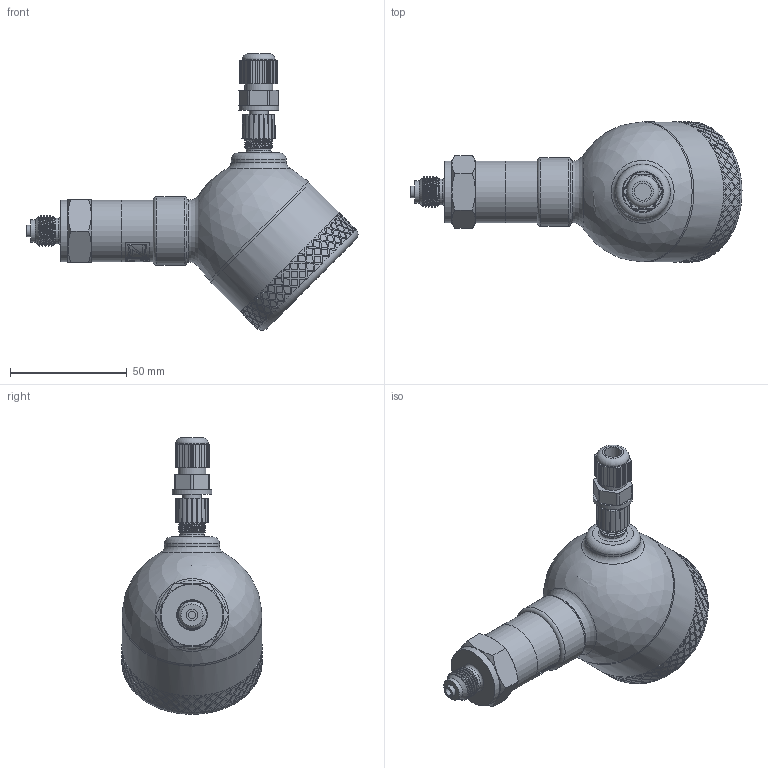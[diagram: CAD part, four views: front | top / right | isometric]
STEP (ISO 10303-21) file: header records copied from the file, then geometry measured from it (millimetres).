
FILE_DESCRIPTION(/* description */ (''),/* implementation_level */ '2;1');
FILE_NAME(/* name */ 'APZ3421FH_9_M12x1-angstraightsplay.step',/* time_stamp */ '2021-06-30T15:16:31+03:00',/* author */ (''),/* organization */ (''),/* preprocessor_version */ 'ST-DEVELOPER v18.1',/* originating_system */ 'Autodesk Translation Framework v10.9.0.1377',/* authorisation */ '');
FILE_SCHEMA (('AUTOMOTIVE_DESIGN { 1 0 10303 214 3 1 1 }'));
Length unit declared in the file: millimetre
Products named in the file (8): Полевой корпус 
3420 3421 3230 заполненный; G 1\4 EN; FieldHousing Assembly v16; main body; Дисплей; Крышка для 
дисплея; Адаптер М12х1; M12x1 female straight v9
Assembly tree (7 placements, depth 3):
  Полевой корпус 
3420 3421 3230 заполненный
    G 1\4 EN
    FieldHousing Assembly v16
      main body
      Дисплей
      Крышка для 
дисплея
      Адаптер М12х1
      M12x1 female straight v9
Bounding box: 142.38 x 60.1 x 118.64 mm (x, y, z)
Volume: 174970 mm3; surface area: 50773 mm2
Topology: 15 solids, 15 shells, 1704 faces, 4324 edges, 2855 vertices
Faces by surface type: bspline 946, plane 370, cylinder 319, cone 46, torus 20, sphere 3
Full cylindrical faces by diameter (mm): 1 x4, 3.3 x1, 5 x5, 7.3 x1, 8 x3, 9.3 x1, 9.5 x1, 10.293 x1, 10.5 x2, 10.741 x7, 11 x1, 11.445 x4, 11.884 x6, 12 x1, 14 x1, 17 x1, 19.7 x1, 21.6 x1, 22.4 x1, 23.6 x1, 24.5 x2, 26.5 x2, 29.5 x1, 41 x3, 46 x2, 52.5 x1, 57.2 x1, 60 x2
Entity records: 69810 total; most frequent: CARTESIAN_POINT 36027, ORIENTED_EDGE 8646, EDGE_CURVE 4323, DIRECTION 3731, VERTEX_POINT 2855, B_SPLINE_CURVE_WITH_KNOTS 2670, EDGE_LOOP 1946, FACE_OUTER_BOUND 1704
